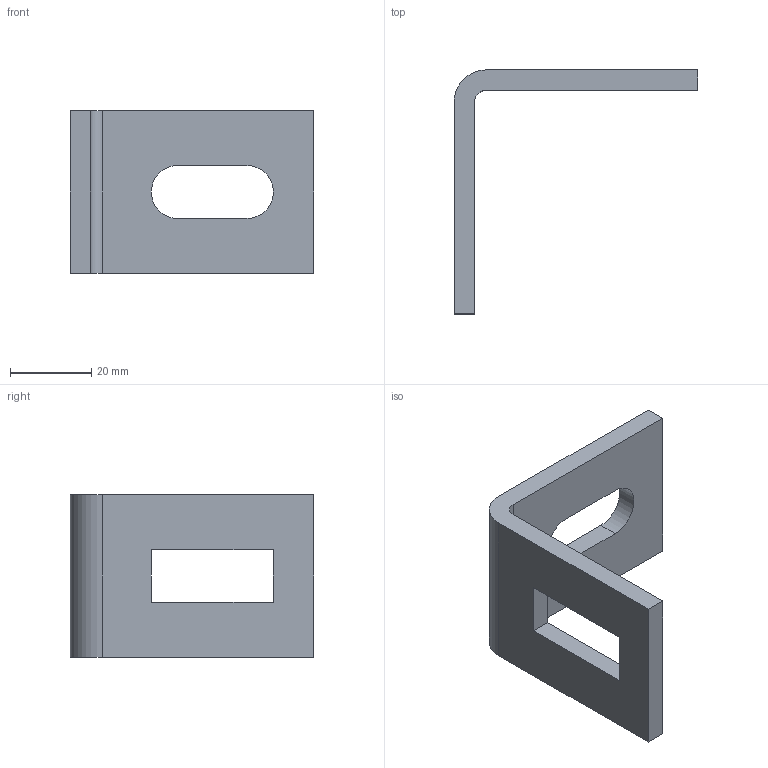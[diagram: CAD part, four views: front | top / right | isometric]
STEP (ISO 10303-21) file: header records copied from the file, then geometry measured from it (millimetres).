
FILE_DESCRIPTION((''),'2;1');
FILE_NAME('KTS_03_004_005','2005-10-23T',(''),(''),'PRO/ENGINEER BY PARAMETRIC TECHNOLOGY CORPORATION, 2004170','PRO/ENGINEER BY PARAMETRIC TECHNOLOGY CORPORATION, 2004170','');
FILE_SCHEMA(('AUTOMOTIVE_DESIGN_CC2 { 1 2 10303 214 -1 1 5 2 }'));
Length unit declared in the file: millimetre
Products named in the file (1): KTS_03_004_005
Bounding box: 60 x 60 x 40 mm (x, y, z)
Volume: 18809.2 mm3; surface area: 9854.3 mm2
Topology: 1 solids, 1 shells, 18 faces, 48 edges, 32 vertices
Faces by surface type: plane 14, cylinder 4
Entity records: 769 total; most frequent: CARTESIAN_POINT 98, ORIENTED_EDGE 96, DIRECTION 92, PRESENTATION_STYLE_ASSIGNMENT 49, STYLED_ITEM 49, CURVE_STYLE 48, EDGE_CURVE 48, VECTOR 40
